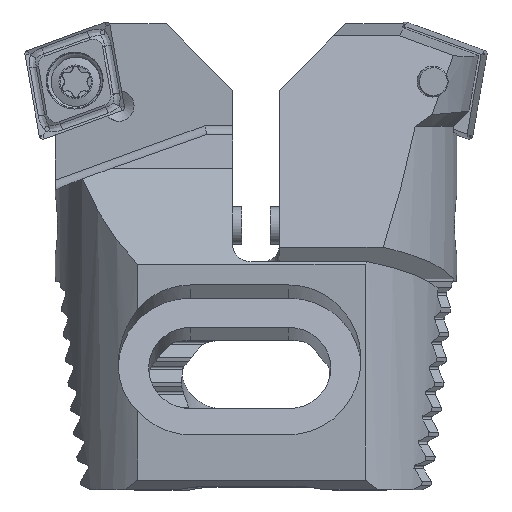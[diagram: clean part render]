
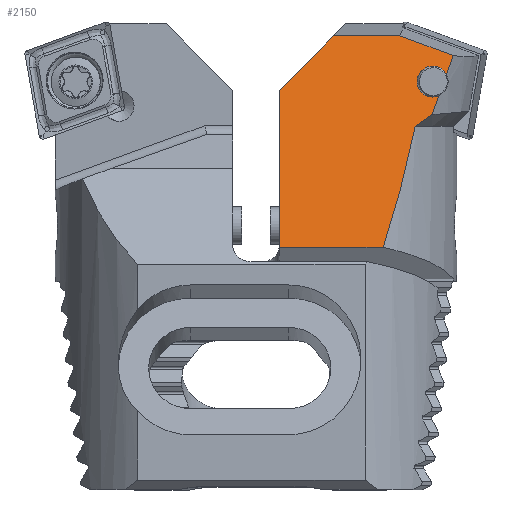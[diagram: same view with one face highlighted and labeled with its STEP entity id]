
A CAD part, top view. The second image highlights one B-rep face of the part: STEP entity #2150.
In plain terms, the highlighted face is planar.
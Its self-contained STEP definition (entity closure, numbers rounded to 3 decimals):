
#2 = EDGE_CURVE ( 'NONE', #80, #6881, #3407, .T. ) ;
#80 = VERTEX_POINT ( 'NONE', #1925 ) ;
#93 = VERTEX_POINT ( 'NONE', #3573 ) ;
#207 = EDGE_CURVE ( 'NONE', #3868, #1546, #1325, .T. ) ;
#227 =( BOUNDED_CURVE ( )  B_SPLINE_CURVE ( 3, ( #2315, #2762, #2269, #4930 ),
 .UNSPECIFIED., .F., .T. ) 
 B_SPLINE_CURVE_WITH_KNOTS ( ( 4, 4 ),
 ( 3.816, 4.05 ),
 .UNSPECIFIED. ) 
 CURVE ( )  GEOMETRIC_REPRESENTATION_ITEM ( )  RATIONAL_B_SPLINE_CURVE ( ( 1., 0.995, 0.995, 1. ) ) 
 REPRESENTATION_ITEM ( '' )  );
#278 = FACE_OUTER_BOUND ( 'NONE', #5623, .T. ) ;
#325 = CARTESIAN_POINT ( 'NONE',  ( 6.812, -4.222, -11.053 ) ) ;
#428 = VECTOR ( 'NONE', #3152, 1000. ) ;
#472 = EDGE_CURVE ( 'NONE', #2972, #1546, #1655, .T. ) ;
#559 = VECTOR ( 'NONE', #6801, 1000. ) ;
#601 = CARTESIAN_POINT ( 'NONE',  ( 4.349, -5.698, -11.449 ) ) ;
#622 = CARTESIAN_POINT ( 'NONE',  ( 3.866, -4.32, -11.08 ) ) ;
#704 =( BOUNDED_CURVE ( )  B_SPLINE_CURVE ( 3, ( #601, #4326, #622, #1131 ),
 .UNSPECIFIED., .F., .T. ) 
 B_SPLINE_CURVE_WITH_KNOTS ( ( 4, 4 ),
 ( 4.182, 4.214 ),
 .UNSPECIFIED. ) 
 CURVE ( )  GEOMETRIC_REPRESENTATION_ITEM ( )  RATIONAL_B_SPLINE_CURVE ( ( 1., 1., 1., 1. ) ) 
 REPRESENTATION_ITEM ( '' )  );
#745 = VECTOR ( 'NONE', #1411, 1000. ) ;
#853 = CARTESIAN_POINT ( 'NONE',  ( 49.05, -0.686, -10.106 ) ) ;
#987 = CARTESIAN_POINT ( 'NONE',  ( 11.134, -24.176, -16.4 ) ) ;
#1067 = EDGE_CURVE ( 'NONE', #3726, #80, #3427, .T. ) ;
#1131 = CARTESIAN_POINT ( 'NONE',  ( 3.628, -3.621, -10.892 ) ) ;
#1325 = LINE ( 'NONE', #2064, #428 ) ;
#1376 = CARTESIAN_POINT ( 'NONE',  ( 3.628, -3.621, -10.892 ) ) ;
#1411 = DIRECTION ( 'NONE',  ( 0., 0.966, 0.259 ) ) ;
#1427 = CARTESIAN_POINT ( 'NONE',  ( 5.907, -9.953, -12.589 ) ) ;
#1546 = VERTEX_POINT ( 'NONE', #4872 ) ;
#1646 = LINE ( 'NONE', #2995, #745 ) ;
#1655 = LINE ( 'NONE', #6263, #5569 ) ;
#1703 = LINE ( 'NONE', #5195, #6225 ) ;
#1724 = ORIENTED_EDGE ( 'NONE', *, *, #207, .F. ) ;
#1894 = ORIENTED_EDGE ( 'NONE', *, *, #4678, .T. ) ;
#1925 = CARTESIAN_POINT ( 'NONE',  ( 5.136, -7.887, -12.035 ) ) ;
#1951 = DIRECTION ( 'NONE',  ( 0., -0.966, -0.259 ) ) ;
#2064 = CARTESIAN_POINT ( 'NONE',  ( 49.045, -1.659, -10.366 ) ) ;
#2065 = CARTESIAN_POINT ( 'NONE',  ( 31.752, -16.825, -14.43 ) ) ;
#2150 = ADVANCED_FACE ( 'NONE', ( #278 ), #2430, .F. ) ;
#2269 = CARTESIAN_POINT ( 'NONE',  ( 8.705, -16.015, -14.213 ) ) ;
#2314 = LINE ( 'NONE', #2065, #559 ) ;
#2315 = CARTESIAN_POINT ( 'NONE',  ( 11.134, -24.176, -16.4 ) ) ;
#2430 = PLANE ( 'NONE',  #5941 ) ;
#2560 = ORIENTED_EDGE ( 'NONE', *, *, #2, .T. ) ;
#2590 = ORIENTED_EDGE ( 'NONE', *, *, #6098, .T. ) ;
#2651 = CARTESIAN_POINT ( 'NONE',  ( 5.907, -9.953, -12.589 ) ) ;
#2674 = EDGE_CURVE ( 'NONE', #6881, #2972, #704, .T. ) ;
#2762 = CARTESIAN_POINT ( 'NONE',  ( 9.855, -20.36, -15.378 ) ) ;
#2857 = CARTESIAN_POINT ( 'NONE',  ( 4.349, -5.698, -11.449 ) ) ;
#2947 = CARTESIAN_POINT ( 'NONE',  ( 7.989, -7.496, -11.931 ) ) ;
#2972 = VERTEX_POINT ( 'NONE', #1376 ) ;
#2995 = CARTESIAN_POINT ( 'NONE',  ( 22.25, -24.176, -16.4 ) ) ;
#3065 = EDGE_CURVE ( 'NONE', #4874, #4700, #1703, .T. ) ;
#3152 = DIRECTION ( 'NONE',  ( -1., 0.004, 0.001 ) ) ;
#3407 =( BOUNDED_CURVE ( )  B_SPLINE_CURVE ( 3, ( #5033, #5011, #2947, #4567, #325, #6711, #5624 ),
 .UNSPECIFIED., .F., .T. ) 
 B_SPLINE_CURVE_WITH_KNOTS ( ( 4, 3, 4 ),
 ( 2.558, 4.92, 7.282 ),
 .UNSPECIFIED. ) 
 CURVE ( )  GEOMETRIC_REPRESENTATION_ITEM ( )  RATIONAL_B_SPLINE_CURVE ( ( 1., 0.587, 0.587, 1., 0.587, 0.587, 1. ) ) 
 REPRESENTATION_ITEM ( '' )  );
#3427 =( BOUNDED_CURVE ( )  B_SPLINE_CURVE ( 3, ( #4206, #3708, #6363, #3685 ),
 .UNSPECIFIED., .F., .T. ) 
 B_SPLINE_CURVE_WITH_KNOTS ( ( 4, 4 ),
 ( 4.116, 4.149 ),
 .UNSPECIFIED. ) 
 CURVE ( )  GEOMETRIC_REPRESENTATION_ITEM ( )  RATIONAL_B_SPLINE_CURVE ( ( 1., 1., 1., 1. ) ) 
 REPRESENTATION_ITEM ( '' )  );
#3573 = CARTESIAN_POINT ( 'NONE',  ( 22.25, -7.323, -11.884 ) ) ;
#3587 = DIRECTION ( 'NONE',  ( 0.933, 0.348, 0.093 ) ) ;
#3667 = CARTESIAN_POINT ( 'NONE',  ( 7.697, -11.2, -12.923 ) ) ;
#3685 = CARTESIAN_POINT ( 'NONE',  ( 5.136, -7.887, -12.035 ) ) ;
#3708 = CARTESIAN_POINT ( 'NONE',  ( 5.649, -9.272, -12.407 ) ) ;
#3726 = VERTEX_POINT ( 'NONE', #1427 ) ;
#3792 = CARTESIAN_POINT ( 'NONE',  ( 16.441, -1.514, -10.328 ) ) ;
#3868 = VERTEX_POINT ( 'NONE', #3792 ) ;
#4206 = CARTESIAN_POINT ( 'NONE',  ( 5.907, -9.953, -12.589 ) ) ;
#4326 = CARTESIAN_POINT ( 'NONE',  ( 4.107, -5.012, -11.265 ) ) ;
#4553 = EDGE_CURVE ( 'NONE', #4874, #93, #1646, .T. ) ;
#4567 = CARTESIAN_POINT ( 'NONE',  ( 7.4, -5.859, -11.492 ) ) ;
#4574 = DIRECTION ( 'NONE',  ( 0., -0.259, 0.966 ) ) ;
#4678 = EDGE_CURVE ( 'NONE', #3868, #93, #2314, .T. ) ;
#4691 = DIRECTION ( 'NONE',  ( -1., 0., 0. ) ) ;
#4700 = VERTEX_POINT ( 'NONE', #987 ) ;
#4725 = ORIENTED_EDGE ( 'NONE', *, *, #3065, .T. ) ;
#4761 = VERTEX_POINT ( 'NONE', #3667 ) ;
#4872 = CARTESIAN_POINT ( 'NONE',  ( 9.352, -1.483, -10.319 ) ) ;
#4874 = VERTEX_POINT ( 'NONE', #6527 ) ;
#4930 = CARTESIAN_POINT ( 'NONE',  ( 7.697, -11.2, -12.923 ) ) ;
#5011 = CARTESIAN_POINT ( 'NONE',  ( 6.703, -8.649, -12.239 ) ) ;
#5033 = CARTESIAN_POINT ( 'NONE',  ( 5.136, -7.887, -12.035 ) ) ;
#5043 = ORIENTED_EDGE ( 'NONE', *, *, #5964, .T. ) ;
#5158 = ORIENTED_EDGE ( 'NONE', *, *, #2674, .T. ) ;
#5195 = CARTESIAN_POINT ( 'NONE',  ( 49.05, -24.176, -16.4 ) ) ;
#5338 = CARTESIAN_POINT ( 'NONE',  ( 6.498, -10.376, -12.702 ) ) ;
#5444 = ORIENTED_EDGE ( 'NONE', *, *, #4553, .F. ) ;
#5569 = VECTOR ( 'NONE', #3587, 1000. ) ;
#5623 = EDGE_LOOP ( 'NONE', ( #5043, #6604, #2560, #5158, #6242, #1724, #1894, #5444, #4725, #2590 ) ) ;
#5624 = CARTESIAN_POINT ( 'NONE',  ( 4.349, -5.698, -11.449 ) ) ;
#5850 = CARTESIAN_POINT ( 'NONE',  ( 7.697, -11.2, -12.923 ) ) ;
#5941 = AXIS2_PLACEMENT_3D ( 'NONE', #853, #4574, #1951 ) ;
#5964 = EDGE_CURVE ( 'NONE', #4761, #3726, #6612, .T. ) ;
#6098 = EDGE_CURVE ( 'NONE', #4700, #4761, #227, .T. ) ;
#6225 = VECTOR ( 'NONE', #4691, 1000. ) ;
#6242 = ORIENTED_EDGE ( 'NONE', *, *, #472, .T. ) ;
#6263 = CARTESIAN_POINT ( 'NONE',  ( 44.163, 11.521, -6.835 ) ) ;
#6363 = CARTESIAN_POINT ( 'NONE',  ( 5.392, -8.584, -12.222 ) ) ;
#6527 = CARTESIAN_POINT ( 'NONE',  ( 22.25, -24.176, -16.4 ) ) ;
#6604 = ORIENTED_EDGE ( 'NONE', *, *, #1067, .T. ) ;
#6612 = B_SPLINE_CURVE_WITH_KNOTS ( 'NONE', 3,
 ( #5850, #6891, #5338, #2651 ),
 .UNSPECIFIED., .F., .F.,
 ( 4, 4 ),
 ( 0., 0.002 ),
 .UNSPECIFIED. ) ;
#6711 = CARTESIAN_POINT ( 'NONE',  ( 5.078, -4.131, -11.029 ) ) ;
#6801 = DIRECTION ( 'NONE',  ( 0.695, -0.695, -0.186 ) ) ;
#6881 = VERTEX_POINT ( 'NONE', #2857 ) ;
#6891 = CARTESIAN_POINT ( 'NONE',  ( 7.095, -10.792, -12.814 ) ) ;
